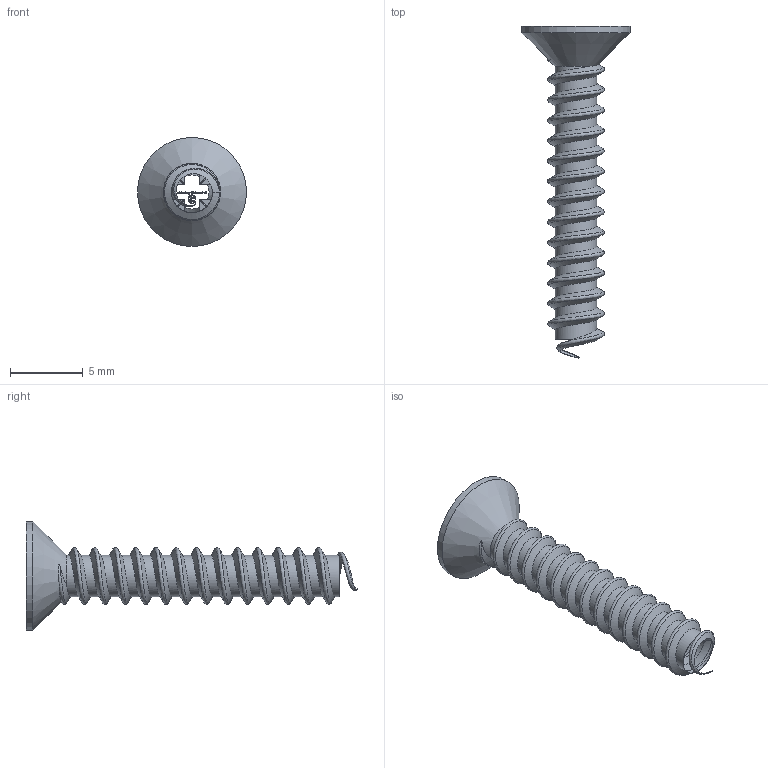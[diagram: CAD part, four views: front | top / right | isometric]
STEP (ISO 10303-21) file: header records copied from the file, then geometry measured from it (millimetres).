
FILE_DESCRIPTION (( 'STEP AP203' ), '1' );
FILE_NAME ('58401-240-25.STEP', '2022-03-17T09:57:36', ( '' ), ( '' ), 'SwSTEP 2.0', 'SolidWorks 2018', '' );
FILE_SCHEMA (( 'CONFIG_CONTROL_DESIGN' ));
Length unit declared in the file: millimetre
Products named in the file (1): 58401-240-25
Bounding box: 7.5 x 22.83 x 7.5 mm (x, y, z)
Volume: 175.9 mm3; surface area: 418.2 mm2
Topology: 1 solids, 22 shells, 370 faces, 970 edges, 654 vertices
Faces by surface type: plane 157, bspline 145, cone 62, torus 4, cylinder 2
Full cylindrical faces by diameter (mm): 7.5 x1
Entity records: 21829 total; most frequent: CARTESIAN_POINT 14463, ORIENTED_EDGE 1934, EDGE_CURVE 967, DIRECTION 773, VERTEX_POINT 653, B_SPLINE_CURVE_WITH_KNOTS 601, EDGE_LOOP 382, FACE_OUTER_BOUND 350
